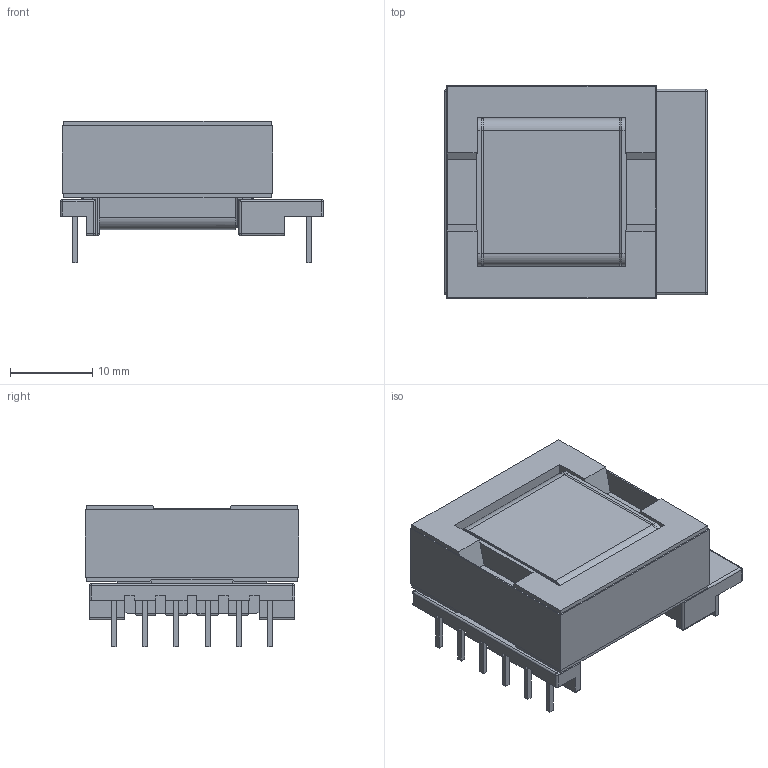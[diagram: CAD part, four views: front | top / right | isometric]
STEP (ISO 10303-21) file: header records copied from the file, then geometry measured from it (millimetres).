
FILE_DESCRIPTION(/* description */ ('Unknown'),/* implementation_level */ '2;1');
FILE_NAME(/* name */ 'T_Wurth_WE-OLTI-EFD25_7508112341',/* time_stamp */ '2025-10-20T14:32:24+08:00',/* author */ ('Unknown'),/* organization */ ('Unknown'),/* preprocessor_version */ 'ST-DEVELOPER v19.4',/* originating_system */ 'Solid Edge',/* authorisation */ 'Unknown');
FILE_SCHEMA (('AUTOMOTIVE_DESIGN {1 0 10303 214 3 1 1}'));
Length unit declared in the file: millimetre
Products named in the file (2): T_Wurth_WE-OLTI-EFD25_7508112341
Assembly tree (1 placements, depth 2):
  T_Wurth_WE-OLTI-EFD25_7508112341
    T_Wurth_WE-OLTI-EFD25_7508112341
Bounding box: 32.01 x 25.97 x 17.19 mm (x, y, z)
Volume: 7723.7 mm3; surface area: 5602.7 mm2
Topology: 1 solids, 2 shells, 466 faces, 1194 edges, 730 vertices
Faces by surface type: plane 268, cylinder 144, torus 42, sphere 12
Entity records: 17039 total; most frequent: CARTESIAN_POINT 2596, ORIENTED_EDGE 2364, DIRECTION 2278, EDGE_CURVE 1182, LINE 878, VECTOR 878, VERTEX_POINT 730, AXIS2_PLACEMENT_3D 700
